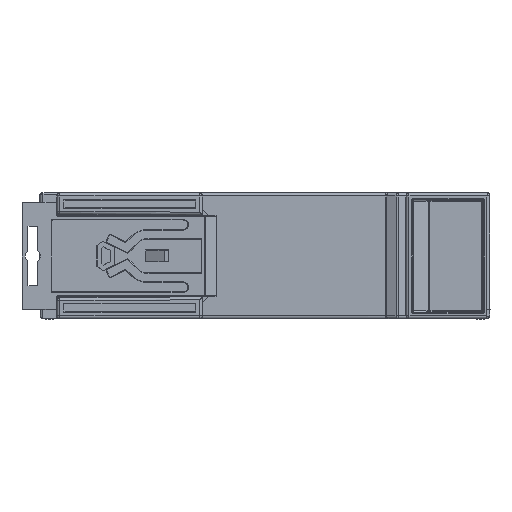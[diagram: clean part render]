
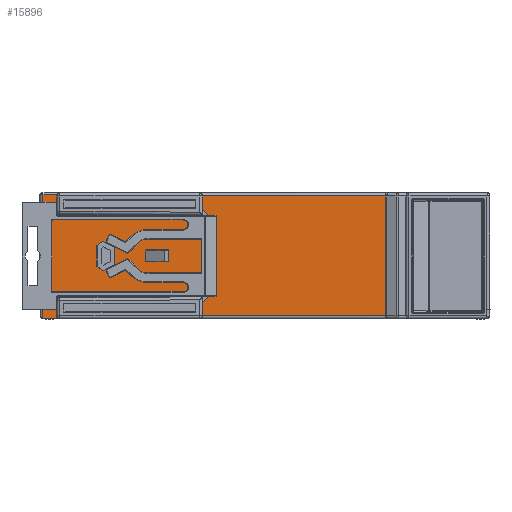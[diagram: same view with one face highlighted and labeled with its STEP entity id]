
A CAD part, left-side view. The second image highlights one B-rep face of the part: STEP entity #15896.
In plain terms, the highlighted planar face has unit normal (-1, 0, 0).
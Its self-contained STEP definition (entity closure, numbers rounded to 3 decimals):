
#587=DIRECTION('',(0.,-1.,0.));
#588=VECTOR('',#587,2.742);
#589=CARTESIAN_POINT('',(-44.75,36.942,0.));
#590=LINE('',#589,#588);
#658=DIRECTION('',(0.,0.,1.));
#659=VECTOR('',#658,20.);
#660=CARTESIAN_POINT('',(-44.75,-20.161,0.5));
#661=LINE('',#660,#659);
#681=DIRECTION('',(0.,-1.,0.));
#682=VECTOR('',#681,30.561);
#683=CARTESIAN_POINT('',(-44.75,10.4,0.5));
#684=LINE('',#683,#682);
#698=CARTESIAN_POINT('',(-44.75,34.2,20.5));
#699=DIRECTION('',(-1.,0.,0.));
#700=DIRECTION('',(0.,0.917,0.4));
#701=AXIS2_PLACEMENT_3D('',#698,#699,#700);
#703=CARTESIAN_POINT('',(-44.75,34.2,19.008));
#704=DIRECTION('',(-1.,0.,0.));
#705=DIRECTION('',(0.,1.,0.));
#706=AXIS2_PLACEMENT_3D('',#703,#704,#705);
#708=DIRECTION('',(0.,-1.,-0.009));
#709=VECTOR('',#708,23.805);
#710=CARTESIAN_POINT('',(-44.75,34.204,18.508));
#711=LINE('',#710,#709);
#712=DIRECTION('',(0.,0.,1.));
#713=VECTOR('',#712,2.2);
#714=CARTESIAN_POINT('',(-44.75,10.4,18.3));
#715=LINE('',#714,#713);
#716=DIRECTION('',(0.,0.,1.));
#717=VECTOR('',#716,2.2);
#718=CARTESIAN_POINT('',(-44.75,10.4,0.5));
#719=LINE('',#718,#717);
#720=DIRECTION('',(0.,1.,-0.009));
#721=VECTOR('',#720,23.805);
#722=CARTESIAN_POINT('',(-44.75,10.4,2.7));
#723=LINE('',#722,#721);
#724=CARTESIAN_POINT('',(-44.75,34.2,1.992));
#725=DIRECTION('',(-1.,0.,0.));
#726=DIRECTION('',(0.,0.009,1.));
#727=AXIS2_PLACEMENT_3D('',#724,#725,#726);
#729=CARTESIAN_POINT('',(-44.75,34.2,0.5));
#730=DIRECTION('',(-1.,0.,0.));
#731=DIRECTION('',(0.,1.,0.));
#732=AXIS2_PLACEMENT_3D('',#729,#730,#731);
#734=CARTESIAN_POINT('',(-44.75,36.942,0.5));
#735=DIRECTION('',(1.,0.,0.));
#736=DIRECTION('',(0.,0.,-1.));
#737=AXIS2_PLACEMENT_3D('',#734,#735,#736);
#739=DIRECTION('',(0.,0.894,0.447));
#740=VECTOR('',#739,2.282);
#741=CARTESIAN_POINT('',(-44.75,25.,11.95));
#742=LINE('',#741,#740);
#743=DIRECTION('',(0.,0.81,-0.587));
#744=VECTOR('',#743,1.185);
#745=CARTESIAN_POINT('',(-44.75,27.041,12.97));
#746=LINE('',#745,#744);
#747=DIRECTION('',(0.,-0.81,-0.587));
#748=VECTOR('',#747,1.235);
#749=CARTESIAN_POINT('',(-44.75,28.,8.775));
#750=LINE('',#749,#748);
#751=DIRECTION('',(0.,-0.894,0.447));
#752=VECTOR('',#751,2.236);
#753=CARTESIAN_POINT('',(-44.75,27.,8.05));
#754=LINE('',#753,#752);
#755=DIRECTION('',(0.,-1.,0.));
#756=VECTOR('',#755,3.9);
#757=CARTESIAN_POINT('',(-44.75,19.9,9.5));
#758=LINE('',#757,#756);
#759=DIRECTION('',(0.,0.,-1.));
#760=VECTOR('',#759,2.);
#761=CARTESIAN_POINT('',(-44.75,19.9,11.5));
#762=LINE('',#761,#760);
#767=DIRECTION('',(0.,0.,-1.));
#768=VECTOR('',#767,20.697);
#769=CARTESIAN_POINT('',(-44.75,37.,20.7));
#770=LINE('',#769,#768);
#5710=DIRECTION('',(0.,1.,0.));
#5711=VECTOR('',#5710,30.561);
#5712=CARTESIAN_POINT('',(-44.75,-20.161,20.5));
#5713=LINE('',#5712,#5711);
#5764=DIRECTION('',(0.,0.,1.));
#5765=VECTOR('',#5764,1.492);
#5766=CARTESIAN_POINT('',(-44.75,34.7,19.008));
#5767=LINE('',#5766,#5765);
#5784=DIRECTION('',(0.,1.,0.));
#5785=VECTOR('',#5784,2.342);
#5786=CARTESIAN_POINT('',(-44.75,34.658,20.7));
#5787=LINE('',#5786,#5785);
#11741=DIRECTION('',(0.,0.,1.));
#11742=VECTOR('',#11741,1.492);
#11743=CARTESIAN_POINT('',(-44.75,34.7,0.5));
#11744=LINE('',#11743,#11742);
#11883=DIRECTION('',(0.,0.,-1.));
#11884=VECTOR('',#11883,2.9);
#11885=CARTESIAN_POINT('',(-44.75,25.,11.95));
#11886=LINE('',#11885,#11884);
#11899=DIRECTION('',(0.,0.,1.));
#11900=VECTOR('',#11899,3.5);
#11901=CARTESIAN_POINT('',(-44.75,28.,8.775));
#11902=LINE('',#11901,#11900);
#12015=DIRECTION('',(0.,-1.,0.));
#12016=VECTOR('',#12015,3.9);
#12017=CARTESIAN_POINT('',(-44.75,19.9,11.5));
#12018=LINE('',#12017,#12016);
#12031=DIRECTION('',(0.,0.,-1.));
#12032=VECTOR('',#12031,2.);
#12033=CARTESIAN_POINT('',(-44.75,16.,11.5));
#12034=LINE('',#12033,#12032);
#12518=CARTESIAN_POINT('',(-44.75,36.942,0.));
#12519=VERTEX_POINT('',#12518);
#12520=CARTESIAN_POINT('',(-44.75,34.2,0.));
#12521=VERTEX_POINT('',#12520);
#12558=CARTESIAN_POINT('',(-44.75,-20.161,0.5));
#12559=VERTEX_POINT('',#12558);
#12560=CARTESIAN_POINT('',(-44.75,-20.161,20.5));
#12561=VERTEX_POINT('',#12560);
#12562=CARTESIAN_POINT('',(-44.75,10.4,0.5));
#12563=VERTEX_POINT('',#12562);
#12564=CARTESIAN_POINT('',(-44.75,37.,20.7));
#12565=CARTESIAN_POINT('',(-44.75,37.,0.003));
#12566=VERTEX_POINT('',#12564);
#12567=VERTEX_POINT('',#12565);
#12568=CARTESIAN_POINT('',(-44.75,34.658,20.7));
#12569=VERTEX_POINT('',#12568);
#12570=CARTESIAN_POINT('',(-44.75,34.7,20.5));
#12571=VERTEX_POINT('',#12570);
#12572=CARTESIAN_POINT('',(-44.75,34.7,19.008));
#12573=VERTEX_POINT('',#12572);
#12574=CARTESIAN_POINT('',(-44.75,34.204,18.508));
#12575=VERTEX_POINT('',#12574);
#12576=CARTESIAN_POINT('',(-44.75,10.4,18.3));
#12577=VERTEX_POINT('',#12576);
#12578=CARTESIAN_POINT('',(-44.75,10.4,20.5));
#12579=VERTEX_POINT('',#12578);
#12580=CARTESIAN_POINT('',(-44.75,10.4,2.7));
#12581=VERTEX_POINT('',#12580);
#12582=CARTESIAN_POINT('',(-44.75,34.204,2.492));
#12583=VERTEX_POINT('',#12582);
#12584=CARTESIAN_POINT('',(-44.75,34.7,1.992));
#12585=VERTEX_POINT('',#12584);
#12586=CARTESIAN_POINT('',(-44.75,34.7,0.5));
#12587=VERTEX_POINT('',#12586);
#12588=CARTESIAN_POINT('',(-44.75,25.,11.95));
#12589=CARTESIAN_POINT('',(-44.75,27.041,12.97));
#12590=VERTEX_POINT('',#12588);
#12591=VERTEX_POINT('',#12589);
#12592=CARTESIAN_POINT('',(-44.75,28.,12.275));
#12593=VERTEX_POINT('',#12592);
#12594=CARTESIAN_POINT('',(-44.75,28.,8.775));
#12595=VERTEX_POINT('',#12594);
#12596=CARTESIAN_POINT('',(-44.75,27.,8.05));
#12597=VERTEX_POINT('',#12596);
#12598=CARTESIAN_POINT('',(-44.75,25.,9.05));
#12599=VERTEX_POINT('',#12598);
#12600=CARTESIAN_POINT('',(-44.75,19.9,9.5));
#12601=CARTESIAN_POINT('',(-44.75,16.,9.5));
#12602=VERTEX_POINT('',#12600);
#12603=VERTEX_POINT('',#12601);
#12604=CARTESIAN_POINT('',(-44.75,16.,11.5));
#12605=VERTEX_POINT('',#12604);
#12606=CARTESIAN_POINT('',(-44.75,19.9,11.5));
#12607=VERTEX_POINT('',#12606);
#15834=CARTESIAN_POINT('',(-44.75,-25.05,21.));
#15835=DIRECTION('',(1.,0.,0.));
#15836=DIRECTION('',(0.,1.,0.));
#15837=AXIS2_PLACEMENT_3D('',#15834,#15835,#15836);
#15838=PLANE('',#15837);
#15840=ORIENTED_EDGE('',*,*,#15839,.F.);
#15842=ORIENTED_EDGE('',*,*,#15841,.F.);
#15844=ORIENTED_EDGE('',*,*,#15843,.T.);
#15846=ORIENTED_EDGE('',*,*,#15845,.F.);
#15848=ORIENTED_EDGE('',*,*,#15847,.T.);
#15850=ORIENTED_EDGE('',*,*,#15849,.T.);
#15852=ORIENTED_EDGE('',*,*,#15851,.T.);
#15854=ORIENTED_EDGE('',*,*,#15853,.F.);
#15855=ORIENTED_EDGE('',*,*,#15799,.F.);
#15856=ORIENTED_EDGE('',*,*,#15825,.F.);
#15858=ORIENTED_EDGE('',*,*,#15857,.T.);
#15860=ORIENTED_EDGE('',*,*,#15859,.T.);
#15862=ORIENTED_EDGE('',*,*,#15861,.T.);
#15864=ORIENTED_EDGE('',*,*,#15863,.F.);
#15866=ORIENTED_EDGE('',*,*,#15865,.T.);
#15867=ORIENTED_EDGE('',*,*,#15682,.F.);
#15869=ORIENTED_EDGE('',*,*,#15868,.T.);
#15870=EDGE_LOOP('',(#15840,#15842,#15844,#15846,#15848,#15850,#15852,#15854,
#15855,#15856,#15858,#15860,#15862,#15864,#15866,#15867,#15869));
#15871=FACE_OUTER_BOUND('',#15870,.F.);
#15873=ORIENTED_EDGE('',*,*,#15872,.T.);
#15875=ORIENTED_EDGE('',*,*,#15874,.T.);
#15877=ORIENTED_EDGE('',*,*,#15876,.F.);
#15879=ORIENTED_EDGE('',*,*,#15878,.T.);
#15881=ORIENTED_EDGE('',*,*,#15880,.T.);
#15883=ORIENTED_EDGE('',*,*,#15882,.F.);
#15884=EDGE_LOOP('',(#15873,#15875,#15877,#15879,#15881,#15883));
#15885=FACE_BOUND('',#15884,.F.);
#15887=ORIENTED_EDGE('',*,*,#15886,.T.);
#15889=ORIENTED_EDGE('',*,*,#15888,.F.);
#15891=ORIENTED_EDGE('',*,*,#15890,.F.);
#15893=ORIENTED_EDGE('',*,*,#15892,.T.);
#15894=EDGE_LOOP('',(#15887,#15889,#15891,#15893));
#15895=FACE_BOUND('',#15894,.F.);
#702=CIRCLE('',#701,0.5);
#707=CIRCLE('',#706,0.5);
#728=CIRCLE('',#727,0.5);
#733=CIRCLE('',#732,0.5);
#738=CIRCLE('',#737,0.5);
#15682=EDGE_CURVE('',#12519,#12521,#590,.T.);
#15799=EDGE_CURVE('',#12559,#12561,#661,.T.);
#15825=EDGE_CURVE('',#12563,#12559,#684,.T.);
#15839=EDGE_CURVE('',#12566,#12567,#770,.T.);
#15841=EDGE_CURVE('',#12569,#12566,#5787,.T.);
#15843=EDGE_CURVE('',#12569,#12571,#702,.T.);
#15845=EDGE_CURVE('',#12573,#12571,#5767,.T.);
#15847=EDGE_CURVE('',#12573,#12575,#707,.T.);
#15849=EDGE_CURVE('',#12575,#12577,#711,.T.);
#15851=EDGE_CURVE('',#12577,#12579,#715,.T.);
#15853=EDGE_CURVE('',#12561,#12579,#5713,.T.);
#15857=EDGE_CURVE('',#12563,#12581,#719,.T.);
#15859=EDGE_CURVE('',#12581,#12583,#723,.T.);
#15861=EDGE_CURVE('',#12583,#12585,#728,.T.);
#15863=EDGE_CURVE('',#12587,#12585,#11744,.T.);
#15865=EDGE_CURVE('',#12587,#12521,#733,.T.);
#15868=EDGE_CURVE('',#12519,#12567,#738,.T.);
#15872=EDGE_CURVE('',#12590,#12591,#742,.T.);
#15874=EDGE_CURVE('',#12591,#12593,#746,.T.);
#15876=EDGE_CURVE('',#12595,#12593,#11902,.T.);
#15878=EDGE_CURVE('',#12595,#12597,#750,.T.);
#15880=EDGE_CURVE('',#12597,#12599,#754,.T.);
#15882=EDGE_CURVE('',#12590,#12599,#11886,.T.);
#15886=EDGE_CURVE('',#12602,#12603,#758,.T.);
#15888=EDGE_CURVE('',#12605,#12603,#12034,.T.);
#15890=EDGE_CURVE('',#12607,#12605,#12018,.T.);
#15892=EDGE_CURVE('',#12607,#12602,#762,.T.);
#15896=ADVANCED_FACE('',(#15871,#15885,#15895),#15838,.F.);
